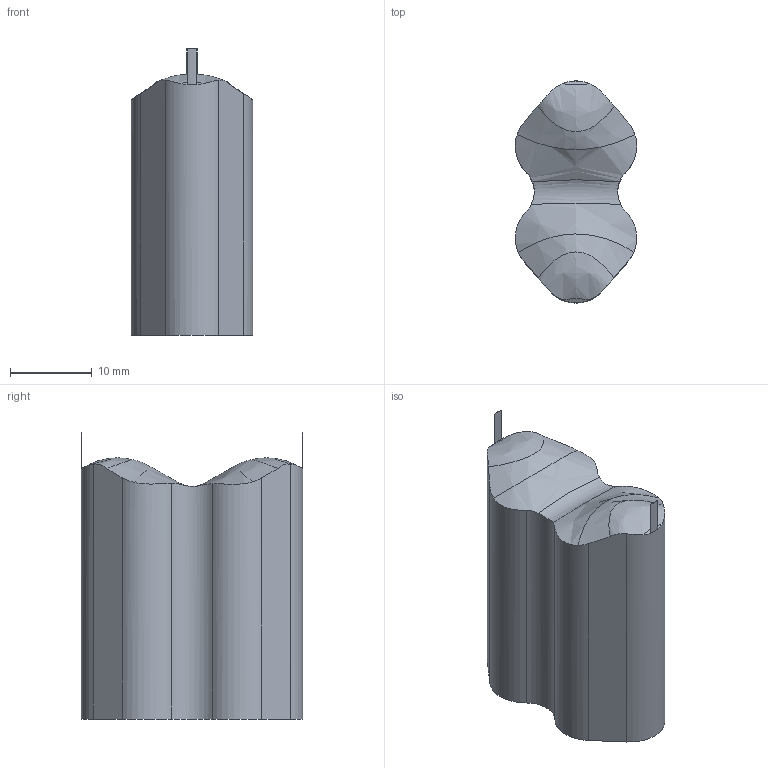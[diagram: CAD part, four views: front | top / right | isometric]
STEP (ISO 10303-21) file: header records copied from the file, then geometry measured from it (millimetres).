
FILE_DESCRIPTION(('FreeCAD Model'),'2;1');
FILE_NAME('sw_hole_base.step', '2017-07-11T17:47:19',('Author'),(''), 'Open CASCADE STEP processor 6.8','FreeCAD','Unknown');
FILE_SCHEMA(('AUTOMOTIVE_DESIGN_CC2 { 1 2 10303 214 -1 1 5 4 }'));
Length unit declared in the file: millimetre
Products named in the file (2): ASSEMBLY; sw_hole_base
Assembly tree (1 placements, depth 2):
  ASSEMBLY
    sw_hole_base
Bounding box: 14.86 x 27.12 x 35 mm (x, y, z)
Volume: 9258.5 mm3; surface area: 2776.7 mm2
Topology: 1 solids, 1 shells, 30 faces, 84 edges, 56 vertices
Faces by surface type: plane 11, bspline 11, cylinder 8
Entity records: 4817 total; most frequent: CARTESIAN_POINT 4125, ORIENTED_EDGE 168, DIRECTION 86, EDGE_CURVE 84, VERTEX_POINT 56, B_SPLINE_CURVE_WITH_KNOTS 50, AXIS2_PLACEMENT_3D 31, ADVANCED_FACE 30
